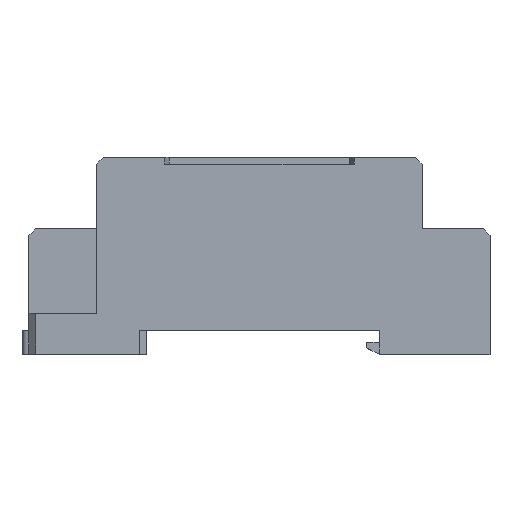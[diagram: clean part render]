
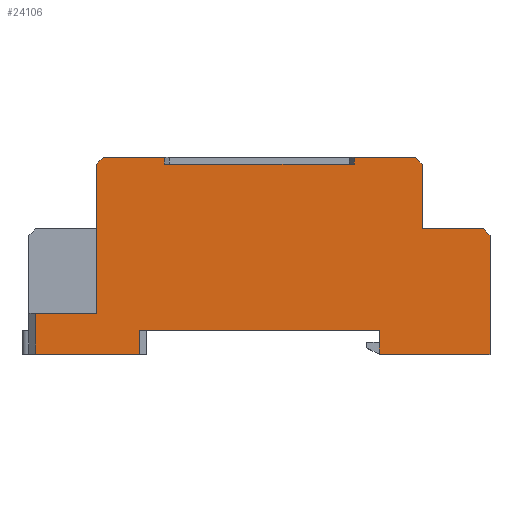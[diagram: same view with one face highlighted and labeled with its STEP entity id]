
A CAD part, top view. The second image highlights one B-rep face of the part: STEP entity #24106.
In plain terms, the highlighted planar face has unit normal (0, 0, 1).
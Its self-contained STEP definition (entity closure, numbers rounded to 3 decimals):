
#56 = EDGE_CURVE ( 'NONE', #24145, #15818, #7832, .T. ) ;
#532 = DIRECTION ( 'NONE',  ( 0., 1., 0. ) ) ;
#664 = EDGE_CURVE ( 'NONE', #8377, #15365, #5438, .T. ) ;
#679 = EDGE_CURVE ( 'NONE', #3986, #13932, #5396, .T. ) ;
#750 = ORIENTED_EDGE ( 'NONE', *, *, #679, .F. ) ;
#907 = CARTESIAN_POINT ( 'NONE',  ( -26., 26., 15. ) ) ;
#1049 = LINE ( 'NONE', #10629, #1072 ) ;
#1072 = VECTOR ( 'NONE', #9706, 1000. ) ;
#1226 = EDGE_CURVE ( 'NONE', #21020, #6451, #2834, .T. ) ;
#1742 = EDGE_CURVE ( 'NONE', #22466, #19651, #1049, .T. ) ;
#2085 = CARTESIAN_POINT ( 'NONE',  ( 0., 0., 15. ) ) ;
#2123 = VECTOR ( 'NONE', #21189, 1000. ) ;
#2168 = FACE_OUTER_BOUND ( 'NONE', #17507, .T. ) ;
#2215 = LINE ( 'NONE', #6179, #21539 ) ;
#2308 = CARTESIAN_POINT ( 'NONE',  ( 14., 28., 15. ) ) ;
#2390 = ORIENTED_EDGE ( 'NONE', *, *, #4528, .T. ) ;
#2501 = EDGE_CURVE ( 'NONE', #8268, #22466, #22136, .T. ) ;
#2506 = VECTOR ( 'NONE', #19830, 1000. ) ;
#2576 = CARTESIAN_POINT ( 'NONE',  ( -23., 29., 15. ) ) ;
#2584 = CARTESIAN_POINT ( 'NONE',  ( 23., 29., 15. ) ) ;
#2661 = VECTOR ( 'NONE', #14884, 1000. ) ;
#2712 = LINE ( 'NONE', #7046, #2661 ) ;
#2722 = DIRECTION ( 'NONE',  ( -0.707, -0.707, 0. ) ) ;
#2726 = CARTESIAN_POINT ( 'NONE',  ( -17.7, 3.5, 15. ) ) ;
#2753 = CARTESIAN_POINT ( 'NONE',  ( 24., 18.5, 15. ) ) ;
#2810 = VECTOR ( 'NONE', #2722, 1000. ) ;
#2834 = LINE ( 'NONE', #907, #2810 ) ;
#3430 = ORIENTED_EDGE ( 'NONE', *, *, #4459, .T. ) ;
#3489 = CARTESIAN_POINT ( 'NONE',  ( 25.75, 25.75, 15. ) ) ;
#3986 = VERTEX_POINT ( 'NONE', #19180 ) ;
#4459 = EDGE_CURVE ( 'NONE', #15818, #8377, #6779, .T. ) ;
#4528 = EDGE_CURVE ( 'NONE', #3986, #8268, #6253, .T. ) ;
#5025 = CARTESIAN_POINT ( 'NONE',  ( -24., 28., 15. ) ) ;
#5163 = ORIENTED_EDGE ( 'NONE', *, *, #56, .T. ) ;
#5346 = VECTOR ( 'NONE', #8522, 1000. ) ;
#5373 = VECTOR ( 'NONE', #7694, 1000. ) ;
#5396 = LINE ( 'NONE', #16956, #5346 ) ;
#5438 = LINE ( 'NONE', #14445, #5373 ) ;
#5446 = DIRECTION ( 'NONE',  ( 0., -1., 0. ) ) ;
#5993 = ORIENTED_EDGE ( 'NONE', *, *, #8662, .F. ) ;
#6092 = PLANE ( 'NONE',  #16702 ) ;
#6179 = CARTESIAN_POINT ( 'NONE',  ( 26., 26., 15. ) ) ;
#6194 = VECTOR ( 'NONE', #20033, 1000. ) ;
#6253 = LINE ( 'NONE', #10561, #6194 ) ;
#6451 = VERTEX_POINT ( 'NONE', #5025 ) ;
#6483 = CARTESIAN_POINT ( 'NONE',  ( 14., 29., 15. ) ) ;
#6779 = LINE ( 'NONE', #23777, #6836 ) ;
#6836 = VECTOR ( 'NONE', #12505, 1000. ) ;
#7046 = CARTESIAN_POINT ( 'NONE',  ( 24., 29., 15. ) ) ;
#7309 = EDGE_CURVE ( 'NONE', #16700, #24145, #18379, .T. ) ;
#7339 = CARTESIAN_POINT ( 'NONE',  ( -24., 29., 15. ) ) ;
#7382 = ORIENTED_EDGE ( 'NONE', *, *, #1742, .T. ) ;
#7416 = LINE ( 'NONE', #23197, #2123 ) ;
#7558 = VECTOR ( 'NONE', #8842, 1000. ) ;
#7593 = LINE ( 'NONE', #11655, #16967 ) ;
#7694 = DIRECTION ( 'NONE',  ( 0., 1., 0. ) ) ;
#7832 = LINE ( 'NONE', #3489, #7558 ) ;
#7867 = CARTESIAN_POINT ( 'NONE',  ( -17.7, 3.5, 15. ) ) ;
#7987 = CARTESIAN_POINT ( 'NONE',  ( -24., 6., 15. ) ) ;
#8072 = DIRECTION ( 'NONE',  ( 1., 0., 0. ) ) ;
#8268 = VERTEX_POINT ( 'NONE', #10326 ) ;
#8361 = EDGE_CURVE ( 'NONE', #17646, #21905, #14082, .T. ) ;
#8363 = VECTOR ( 'NONE', #20421, 1000. ) ;
#8377 = VERTEX_POINT ( 'NONE', #2753 ) ;
#8421 = LINE ( 'NONE', #14388, #8363 ) ;
#8522 = DIRECTION ( 'NONE',  ( 1., 0., 0. ) ) ;
#8662 = EDGE_CURVE ( 'NONE', #17646, #17813, #13062, .T. ) ;
#8667 = CARTESIAN_POINT ( 'NONE',  ( -14., 28., 15. ) ) ;
#8842 = DIRECTION ( 'NONE',  ( -0.707, 0.707, 0. ) ) ;
#9065 = VECTOR ( 'NONE', #5446, 1000. ) ;
#9121 = LINE ( 'NONE', #19309, #9065 ) ;
#9502 = ORIENTED_EDGE ( 'NONE', *, *, #18219, .T. ) ;
#9601 = EDGE_CURVE ( 'NONE', #16952, #17465, #9121, .T. ) ;
#9706 = DIRECTION ( 'NONE',  ( 0., 1., 0. ) ) ;
#9800 = EDGE_CURVE ( 'NONE', #17465, #16700, #8421, .T. ) ;
#9849 = CARTESIAN_POINT ( 'NONE',  ( -14., 29., 15. ) ) ;
#10113 = CARTESIAN_POINT ( 'NONE',  ( 34., 0., 15. ) ) ;
#10326 = CARTESIAN_POINT ( 'NONE',  ( -33., 0., 15. ) ) ;
#10338 = ORIENTED_EDGE ( 'NONE', *, *, #23345, .T. ) ;
#10561 = CARTESIAN_POINT ( 'NONE',  ( -33., 0., 15. ) ) ;
#10629 = CARTESIAN_POINT ( 'NONE',  ( -17.7, 0., 15. ) ) ;
#11015 = CARTESIAN_POINT ( 'NONE',  ( 33., 18.5, 15. ) ) ;
#11258 = EDGE_CURVE ( 'NONE', #21905, #21020, #2712, .T. ) ;
#11655 = CARTESIAN_POINT ( 'NONE',  ( 14., 28., 15. ) ) ;
#11695 = CARTESIAN_POINT ( 'NONE',  ( -14., 28., 15. ) ) ;
#11880 = ORIENTED_EDGE ( 'NONE', *, *, #9800, .T. ) ;
#12038 = DIRECTION ( 'NONE',  ( 1., 0., 0. ) ) ;
#12118 = VERTEX_POINT ( 'NONE', #6483 ) ;
#12144 = CARTESIAN_POINT ( 'NONE',  ( 34., 17.5, 15. ) ) ;
#12438 = LINE ( 'NONE', #7867, #2506 ) ;
#12505 = DIRECTION ( 'NONE',  ( -1., 0., 0. ) ) ;
#12870 = VECTOR ( 'NONE', #12038, 1000. ) ;
#13007 = CARTESIAN_POINT ( 'NONE',  ( 17.7, 0., 15. ) ) ;
#13062 = LINE ( 'NONE', #21984, #12870 ) ;
#13472 = ORIENTED_EDGE ( 'NONE', *, *, #16603, .T. ) ;
#13885 = CARTESIAN_POINT ( 'NONE',  ( -17.7, 0., 15. ) ) ;
#13932 = VERTEX_POINT ( 'NONE', #7987 ) ;
#13968 = VECTOR ( 'NONE', #17303, 1000. ) ;
#13981 = ORIENTED_EDGE ( 'NONE', *, *, #9601, .T. ) ;
#14082 = LINE ( 'NONE', #8667, #14103 ) ;
#14103 = VECTOR ( 'NONE', #18721, 1000. ) ;
#14388 = CARTESIAN_POINT ( 'NONE',  ( 17.7, 0., 15. ) ) ;
#14445 = CARTESIAN_POINT ( 'NONE',  ( 24., 18.5, 15. ) ) ;
#14884 = DIRECTION ( 'NONE',  ( -1., 0., 0. ) ) ;
#14953 = EDGE_CURVE ( 'NONE', #17813, #12118, #7593, .T. ) ;
#15365 = VERTEX_POINT ( 'NONE', #19174 ) ;
#15818 = VERTEX_POINT ( 'NONE', #11015 ) ;
#16081 = ORIENTED_EDGE ( 'NONE', *, *, #22504, .T. ) ;
#16112 = ORIENTED_EDGE ( 'NONE', *, *, #8361, .T. ) ;
#16603 = EDGE_CURVE ( 'NONE', #19651, #16952, #12438, .T. ) ;
#16700 = VERTEX_POINT ( 'NONE', #10113 ) ;
#16702 = AXIS2_PLACEMENT_3D ( 'NONE', #2085, #20036, #8072 ) ;
#16814 = ORIENTED_EDGE ( 'NONE', *, *, #1226, .T. ) ;
#16952 = VERTEX_POINT ( 'NONE', #19102 ) ;
#16956 = CARTESIAN_POINT ( 'NONE',  ( -34., 6., 15. ) ) ;
#16967 = VECTOR ( 'NONE', #19640, 1000. ) ;
#17303 = DIRECTION ( 'NONE',  ( 0., -1., 0. ) ) ;
#17465 = VERTEX_POINT ( 'NONE', #13007 ) ;
#17507 = EDGE_LOOP ( 'NONE', ( #25526, #5993, #16112, #23700, #16814, #10338, #750, #2390, #21326, #7382, #13472, #13981, #11880, #24658, #5163, #3430, #18468, #16081, #9502 ) ) ;
#17646 = VERTEX_POINT ( 'NONE', #11695 ) ;
#17813 = VERTEX_POINT ( 'NONE', #2308 ) ;
#18124 = DIRECTION ( 'NONE',  ( -0.707, 0.707, 0. ) ) ;
#18219 = EDGE_CURVE ( 'NONE', #22609, #12118, #7416, .T. ) ;
#18305 = VECTOR ( 'NONE', #532, 1000. ) ;
#18348 = CARTESIAN_POINT ( 'NONE',  ( -34., 0., 15. ) ) ;
#18379 = LINE ( 'NONE', #20387, #18305 ) ;
#18468 = ORIENTED_EDGE ( 'NONE', *, *, #664, .T. ) ;
#18721 = DIRECTION ( 'NONE',  ( 0., 1., 0. ) ) ;
#19102 = CARTESIAN_POINT ( 'NONE',  ( 17.7, 3.5, 15. ) ) ;
#19174 = CARTESIAN_POINT ( 'NONE',  ( 24., 28., 15. ) ) ;
#19180 = CARTESIAN_POINT ( 'NONE',  ( -33., 6., 15. ) ) ;
#19309 = CARTESIAN_POINT ( 'NONE',  ( 17.7, 3.5, 15. ) ) ;
#19640 = DIRECTION ( 'NONE',  ( 0., 1., 0. ) ) ;
#19651 = VERTEX_POINT ( 'NONE', #2726 ) ;
#19830 = DIRECTION ( 'NONE',  ( 1., 0., 0. ) ) ;
#20033 = DIRECTION ( 'NONE',  ( 0., -1., 0. ) ) ;
#20036 = DIRECTION ( 'NONE',  ( 0., 0., 1. ) ) ;
#20387 = CARTESIAN_POINT ( 'NONE',  ( 34., 18.5, 15. ) ) ;
#20421 = DIRECTION ( 'NONE',  ( 1., 0., 0. ) ) ;
#21020 = VERTEX_POINT ( 'NONE', #2576 ) ;
#21189 = DIRECTION ( 'NONE',  ( -1., 0., 0. ) ) ;
#21326 = ORIENTED_EDGE ( 'NONE', *, *, #2501, .T. ) ;
#21539 = VECTOR ( 'NONE', #18124, 1000. ) ;
#21905 = VERTEX_POINT ( 'NONE', #9849 ) ;
#21984 = CARTESIAN_POINT ( 'NONE',  ( 14., 28., 15. ) ) ;
#22062 = VECTOR ( 'NONE', #25049, 1000. ) ;
#22136 = LINE ( 'NONE', #18348, #22062 ) ;
#22466 = VERTEX_POINT ( 'NONE', #13885 ) ;
#22504 = EDGE_CURVE ( 'NONE', #15365, #22609, #2215, .T. ) ;
#22609 = VERTEX_POINT ( 'NONE', #2584 ) ;
#23197 = CARTESIAN_POINT ( 'NONE',  ( 24., 29., 15. ) ) ;
#23345 = EDGE_CURVE ( 'NONE', #6451, #13932, #24610, .T. ) ;
#23700 = ORIENTED_EDGE ( 'NONE', *, *, #11258, .T. ) ;
#23777 = CARTESIAN_POINT ( 'NONE',  ( 34., 18.5, 15. ) ) ;
#24106 = ADVANCED_FACE ( 'NONE', ( #2168 ), #6092, .T. ) ;
#24145 = VERTEX_POINT ( 'NONE', #12144 ) ;
#24610 = LINE ( 'NONE', #7339, #13968 ) ;
#24658 = ORIENTED_EDGE ( 'NONE', *, *, #7309, .T. ) ;
#25049 = DIRECTION ( 'NONE',  ( 1., 0., 0. ) ) ;
#25526 = ORIENTED_EDGE ( 'NONE', *, *, #14953, .F. ) ;
